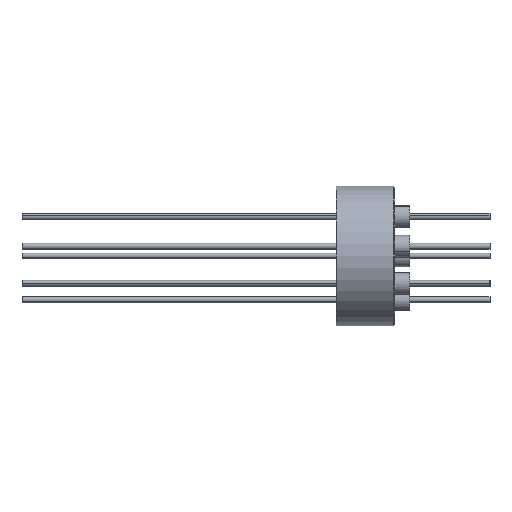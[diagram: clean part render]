
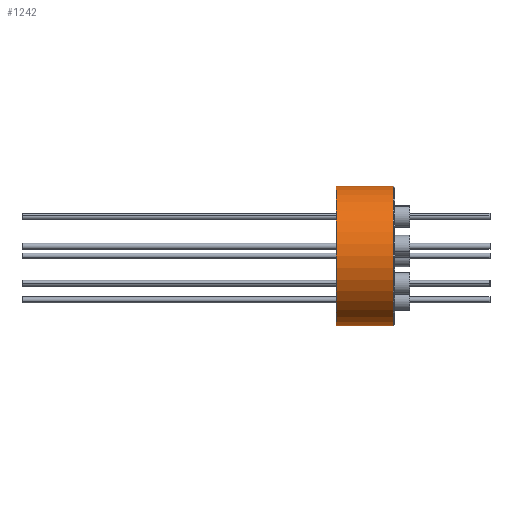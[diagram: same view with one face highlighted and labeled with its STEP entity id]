
A CAD part, left-side view. The second image highlights one B-rep face of the part: STEP entity #1242.
In plain terms, the highlighted cylindrical face has radius 9.487 mm (diameter 18.974 mm), a partial arc.
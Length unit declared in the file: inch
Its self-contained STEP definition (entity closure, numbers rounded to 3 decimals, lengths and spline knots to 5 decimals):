
#65 = VERTEX_POINT ( 'NONE', #1505 ) ;
#202 = DIRECTION ( 'NONE',  ( 0., -1., 0. ) ) ;
#319 = DIRECTION ( 'NONE',  ( 0., 0., 1. ) ) ;
#426 = VECTOR ( 'NONE', #1833, 39.37008 ) ;
#581 = CARTESIAN_POINT ( 'NONE',  ( 0., 0.312, 0. ) ) ;
#611 = DIRECTION ( 'NONE',  ( 0., 0., 1. ) ) ;
#656 = CARTESIAN_POINT ( 'NONE',  ( 0., 0.312, 0. ) ) ;
#694 = VECTOR ( 'NONE', #202, 39.37008 ) ;
#831 = CIRCLE ( 'NONE', #2227, 0.3735 ) ;
#968 = DIRECTION ( 'NONE',  ( 0., 0., -1. ) ) ;
#1004 = EDGE_CURVE ( 'NONE', #65, #1267, #2668, .T. ) ;
#1058 = ORIENTED_EDGE ( 'NONE', *, *, #1004, .T. ) ;
#1183 = AXIS2_PLACEMENT_3D ( 'NONE', #2650, #2405, #319 ) ;
#1203 = CARTESIAN_POINT ( 'NONE',  ( 0., 0.312, -0.3735 ) ) ;
#1218 = CYLINDRICAL_SURFACE ( 'NONE', #2704, 0.3735 ) ;
#1242 = ADVANCED_FACE ( 'NONE', ( #2991 ), #1218, .T. ) ;
#1267 = VERTEX_POINT ( 'NONE', #3334 ) ;
#1339 = EDGE_LOOP ( 'NONE', ( #1479, #1466, #1993, #1058 ) ) ;
#1466 = ORIENTED_EDGE ( 'NONE', *, *, #1794, .F. ) ;
#1479 = ORIENTED_EDGE ( 'NONE', *, *, #2981, .F. ) ;
#1489 = CARTESIAN_POINT ( 'NONE',  ( 0., 0.312, -0.3735 ) ) ;
#1505 = CARTESIAN_POINT ( 'NONE',  ( 0., 0.007, -0.3735 ) ) ;
#1686 = DIRECTION ( 'NONE',  ( 0., -1., 0. ) ) ;
#1794 = EDGE_CURVE ( 'NONE', #2568, #2905, #831, .T. ) ;
#1833 = DIRECTION ( 'NONE',  ( 0., -1., 0. ) ) ;
#1868 = LINE ( 'NONE', #2845, #426 ) ;
#1981 = CARTESIAN_POINT ( 'NONE',  ( 0., 0.312, 0.3735 ) ) ;
#1993 = ORIENTED_EDGE ( 'NONE', *, *, #2763, .T. ) ;
#2028 = LINE ( 'NONE', #1489, #694 ) ;
#2227 = AXIS2_PLACEMENT_3D ( 'NONE', #581, #2931, #611 ) ;
#2405 = DIRECTION ( 'NONE',  ( 0., 1., 0. ) ) ;
#2568 = VERTEX_POINT ( 'NONE', #1203 ) ;
#2650 = CARTESIAN_POINT ( 'NONE',  ( 0., 0.007, 0. ) ) ;
#2668 = CIRCLE ( 'NONE', #1183, 0.3735 ) ;
#2704 = AXIS2_PLACEMENT_3D ( 'NONE', #656, #1686, #968 ) ;
#2763 = EDGE_CURVE ( 'NONE', #2568, #65, #2028, .T. ) ;
#2845 = CARTESIAN_POINT ( 'NONE',  ( 0., 0.312, 0.3735 ) ) ;
#2905 = VERTEX_POINT ( 'NONE', #1981 ) ;
#2931 = DIRECTION ( 'NONE',  ( 0., 1., 0. ) ) ;
#2981 = EDGE_CURVE ( 'NONE', #2905, #1267, #1868, .T. ) ;
#2991 = FACE_OUTER_BOUND ( 'NONE', #1339, .T. ) ;
#3334 = CARTESIAN_POINT ( 'NONE',  ( 0., 0.007, 0.3735 ) ) ;
